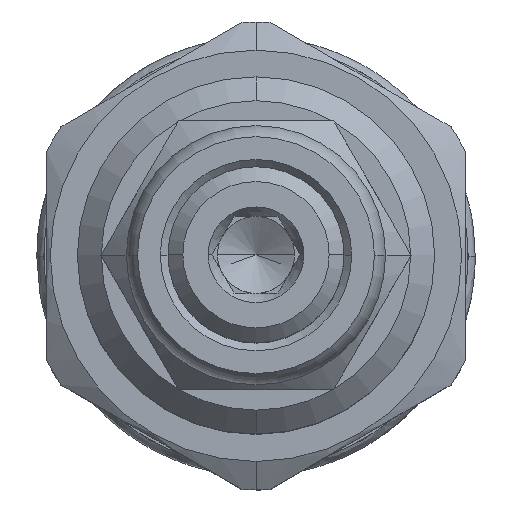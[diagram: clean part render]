
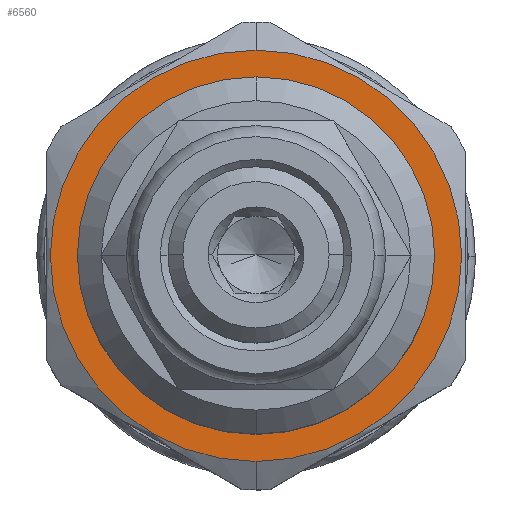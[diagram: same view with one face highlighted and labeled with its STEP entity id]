
A CAD part, top view. The second image highlights one B-rep face of the part: STEP entity #6560.
In plain terms, the highlighted planar face has unit normal (0, 0, 1).
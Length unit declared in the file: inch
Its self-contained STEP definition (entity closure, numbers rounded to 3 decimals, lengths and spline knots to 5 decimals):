
#1150=CARTESIAN_POINT('',(0.,0.,3.155));
#1151=DIRECTION('',(0.,0.,1.));
#1152=DIRECTION('',(0.,-1.,0.));
#1153=AXIS2_PLACEMENT_3D('',#1150,#1151,#1152);
#1155=CARTESIAN_POINT('',(0.,0.,3.155));
#1156=DIRECTION('',(0.,0.,-1.));
#1157=DIRECTION('',(0.,-1.,0.));
#1158=AXIS2_PLACEMENT_3D('',#1155,#1156,#1157);
#1164=CARTESIAN_POINT('',(0.,0.,3.155));
#1165=DIRECTION('',(0.,0.,-1.));
#1166=DIRECTION('',(0.,-1.,0.));
#1167=AXIS2_PLACEMENT_3D('',#1164,#1165,#1166);
#1375=CARTESIAN_POINT('',(0.,0.,3.155));
#1376=DIRECTION('',(0.,0.,1.));
#1377=DIRECTION('',(0.,-1.,0.));
#1378=AXIS2_PLACEMENT_3D('',#1375,#1376,#1377);
#4815=CARTESIAN_POINT('',(0.,-0.43,3.155));
#4817=VERTEX_POINT('',#4815);
#4819=CARTESIAN_POINT('',(0.,0.43,3.155));
#4821=VERTEX_POINT('',#4819);
#4823=CARTESIAN_POINT('',(0.,-0.3735,3.155));
#4824=CARTESIAN_POINT('',(0.,0.3735,3.155));
#4825=VERTEX_POINT('',#4823);
#4826=VERTEX_POINT('',#4824);
#6545=CARTESIAN_POINT('',(0.,0.,3.155));
#6546=DIRECTION('',(0.,0.,1.));
#6547=DIRECTION('',(0.,-1.,0.));
#6548=AXIS2_PLACEMENT_3D('',#6545,#6546,#6547);
#6549=PLANE('',#6548);
#6551=ORIENTED_EDGE('',*,*,#6550,.T.);
#6553=ORIENTED_EDGE('',*,*,#6552,.F.);
#6554=EDGE_LOOP('',(#6551,#6553));
#6555=FACE_OUTER_BOUND('',#6554,.F.);
#6556=ORIENTED_EDGE('',*,*,#6510,.T.);
#6557=ORIENTED_EDGE('',*,*,#6538,.F.);
#6558=EDGE_LOOP('',(#6556,#6557));
#6559=FACE_BOUND('',#6558,.F.);
#6560=ADVANCED_FACE('',(#6555,#6559),#6549,.T.);
#1154=CIRCLE('',#1153,0.3735);
#1159=CIRCLE('',#1158,0.3735);
#1168=CIRCLE('',#1167,0.43);
#1379=CIRCLE('',#1378,0.43);
#6510=EDGE_CURVE('',#4825,#4826,#1154,.T.);
#6538=EDGE_CURVE('',#4825,#4826,#1159,.T.);
#6550=EDGE_CURVE('',#4817,#4821,#1168,.T.);
#6552=EDGE_CURVE('',#4817,#4821,#1379,.T.);
